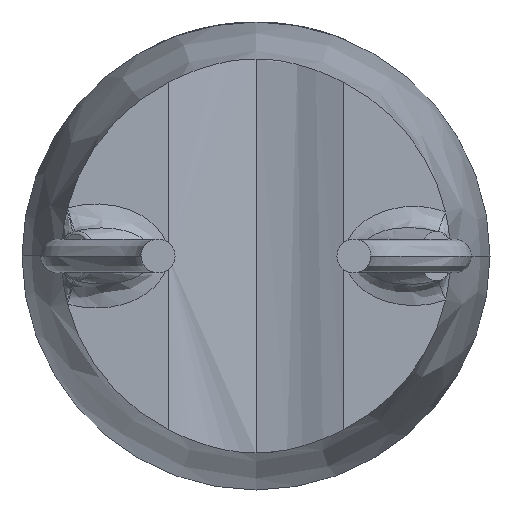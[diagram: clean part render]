
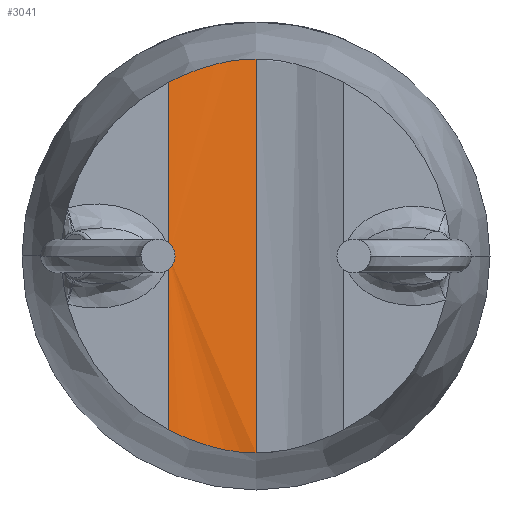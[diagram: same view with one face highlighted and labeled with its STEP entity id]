
A CAD part, front view. The second image highlights one B-rep face of the part: STEP entity #3041.
In plain terms, the highlighted free-form (B-spline) face has degree [3, 1] with [4, 2] control points.
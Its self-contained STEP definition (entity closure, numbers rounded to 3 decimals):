
#67 = LINE ( 'NONE', #5275, #773 ) ;
#100 = CARTESIAN_POINT ( 'NONE',  ( -1.307, 0.023, 2.879 ) ) ;
#138 = EDGE_CURVE ( 'NONE', #1100, #1972, #839, .T. ) ;
#204 = ORIENTED_EDGE ( 'NONE', *, *, #5512, .F. ) ;
#550 = CARTESIAN_POINT ( 'NONE',  ( 0., 0.382, -3.236 ) ) ;
#551 = CARTESIAN_POINT ( 'NONE',  ( -1.42, 0., 2.821 ) ) ;
#704 = CARTESIAN_POINT ( 'NONE',  ( -1.194, 0.059, -2.929 ) ) ;
#773 = VECTOR ( 'NONE', #3339, 1000. ) ;
#809 = CARTESIAN_POINT ( 'NONE',  ( -1.42, 0., -3.8 ) ) ;
#839 = LINE ( 'NONE', #809, #3997 ) ;
#887 = CARTESIAN_POINT ( 'NONE',  ( -0.971, 0.152, -3.018 ) ) ;
#903 = DIRECTION ( 'NONE',  ( 0., 0., 1. ) ) ;
#1040 = CARTESIAN_POINT ( 'NONE',  ( -0.862, 0.208, 3.057 ) ) ;
#1100 = VERTEX_POINT ( 'NONE', #3990 ) ;
#1255 = CARTESIAN_POINT ( 'NONE',  ( -0.861, 0.208, -3.057 ) ) ;
#1347 = B_SPLINE_CURVE_WITH_KNOTS ( 'NONE', 3,
 ( #551, #100, #4883, #1573, #1040, #4937, #2954, #3456, #4453, #1481 ),
 .UNSPECIFIED., .F., .F.,
 ( 4, 2, 2, 2, 4 ),
 ( 0., 0., 0.001, 0.001, 0.002 ),
 .UNSPECIFIED. ) ;
#1439 = ORIENTED_EDGE ( 'NONE', *, *, #138, .F. ) ;
#1481 = CARTESIAN_POINT ( 'NONE',  ( 0., 0.382, 3.198 ) ) ;
#1573 = CARTESIAN_POINT ( 'NONE',  ( -0.972, 0.152, 3.018 ) ) ;
#1686 = CARTESIAN_POINT ( 'NONE',  ( -0.892, 0.107, 3.236 ) ) ;
#1719 = CARTESIAN_POINT ( 'NONE',  ( -1.42, 0., 3.236 ) ) ;
#1937 = VERTEX_POINT ( 'NONE', #3044 ) ;
#1940 = B_SPLINE_CURVE_WITH_KNOTS ( 'NONE', 3,
 ( #5536, #4967, #5939, #5028, #4693, #1255, #887, #704, #2187, #3583 ),
 .UNSPECIFIED., .F., .F.,
 ( 4, 2, 2, 2, 4 ),
 ( 0., 0., 0.001, 0.001, 0.002 ),
 .UNSPECIFIED. ) ;
#1972 = VERTEX_POINT ( 'NONE', #5596 ) ;
#2066 = FACE_OUTER_BOUND ( 'NONE', #2209, .T. ) ;
#2122 = CARTESIAN_POINT ( 'NONE',  ( -0.771, 0.38, -3.236 ) ) ;
#2187 = CARTESIAN_POINT ( 'NONE',  ( -1.307, 0.023, -2.879 ) ) ;
#2209 = EDGE_LOOP ( 'NONE', ( #3841, #1439, #2917, #5799, #204 ) ) ;
#2317 = LINE ( 'NONE', #5180, #4045 ) ;
#2450 = CARTESIAN_POINT ( 'NONE',  ( 0., 0.382, -3.198 ) ) ;
#2629 = CARTESIAN_POINT ( 'NONE',  ( 0., 0.382, 3.236 ) ) ;
#2893 = EDGE_CURVE ( 'NONE', #1972, #1937, #67, .T. ) ;
#2917 = ORIENTED_EDGE ( 'NONE', *, *, #3124, .F. ) ;
#2954 = CARTESIAN_POINT ( 'NONE',  ( -0.512, 0.333, 3.151 ) ) ;
#3041 = ADVANCED_FACE ( 'NONE', ( #2066 ), #5946, .F. ) ;
#3044 = CARTESIAN_POINT ( 'NONE',  ( -1.42, 0., 2.821 ) ) ;
#3117 = CARTESIAN_POINT ( 'NONE',  ( -0.771, 0.38, 3.236 ) ) ;
#3124 = EDGE_CURVE ( 'NONE', #5108, #1100, #1940, .T. ) ;
#3144 = CARTESIAN_POINT ( 'NONE',  ( -0.892, 0.107, -3.236 ) ) ;
#3339 = DIRECTION ( 'NONE',  ( 0., 0., 1. ) ) ;
#3456 = CARTESIAN_POINT ( 'NONE',  ( -0.259, 0.374, 3.189 ) ) ;
#3583 = CARTESIAN_POINT ( 'NONE',  ( -1.42, 0., -2.821 ) ) ;
#3841 = ORIENTED_EDGE ( 'NONE', *, *, #2893, .F. ) ;
#3990 = CARTESIAN_POINT ( 'NONE',  ( -1.42, 0., -2.821 ) ) ;
#3997 = VECTOR ( 'NONE', #5583, 1000. ) ;
#4045 = VECTOR ( 'NONE', #903, 1000. ) ;
#4383 = VERTEX_POINT ( 'NONE', #5920 ) ;
#4453 = CARTESIAN_POINT ( 'NONE',  ( -0.13, 0.382, 3.198 ) ) ;
#4521 = EDGE_CURVE ( 'NONE', #5108, #4383, #2317, .T. ) ;
#4693 = CARTESIAN_POINT ( 'NONE',  ( -0.63, 0.299, -3.125 ) ) ;
#4883 = CARTESIAN_POINT ( 'NONE',  ( -1.194, 0.059, 2.929 ) ) ;
#4937 = CARTESIAN_POINT ( 'NONE',  ( -0.632, 0.299, 3.124 ) ) ;
#4967 = CARTESIAN_POINT ( 'NONE',  ( -0.129, 0.382, -3.198 ) ) ;
#5028 = CARTESIAN_POINT ( 'NONE',  ( -0.506, 0.334, -3.152 ) ) ;
#5108 = VERTEX_POINT ( 'NONE', #2450 ) ;
#5180 = CARTESIAN_POINT ( 'NONE',  ( 0., 0.382, -3.8 ) ) ;
#5275 = CARTESIAN_POINT ( 'NONE',  ( -1.42, 0., -3.8 ) ) ;
#5512 = EDGE_CURVE ( 'NONE', #1937, #4383, #1347, .T. ) ;
#5536 = CARTESIAN_POINT ( 'NONE',  ( 0., 0.382, -3.198 ) ) ;
#5583 = DIRECTION ( 'NONE',  ( 0., 0., 1. ) ) ;
#5596 = CARTESIAN_POINT ( 'NONE',  ( -1.42, 0., 0. ) ) ;
#5799 = ORIENTED_EDGE ( 'NONE', *, *, #4521, .T. ) ;
#5920 = CARTESIAN_POINT ( 'NONE',  ( 0., 0.382, 3.198 ) ) ;
#5939 = CARTESIAN_POINT ( 'NONE',  ( -0.257, 0.374, -3.189 ) ) ;
#5946 = B_SPLINE_SURFACE_WITH_KNOTS ( 'NONE', 3, 1, ( 
 ( #550, #2629 ),
 ( #2122, #3117 ),
 ( #3144, #1686 ),
 ( #6116, #1719 ) ),
 .UNSPECIFIED., .F., .F., .F.,
 ( 4, 4 ),
 ( 2, 2 ),
 ( 0., 1. ),
 ( 0., 1. ),
 .UNSPECIFIED. ) ;
#6116 = CARTESIAN_POINT ( 'NONE',  ( -1.42, 0., -3.236 ) ) ;
